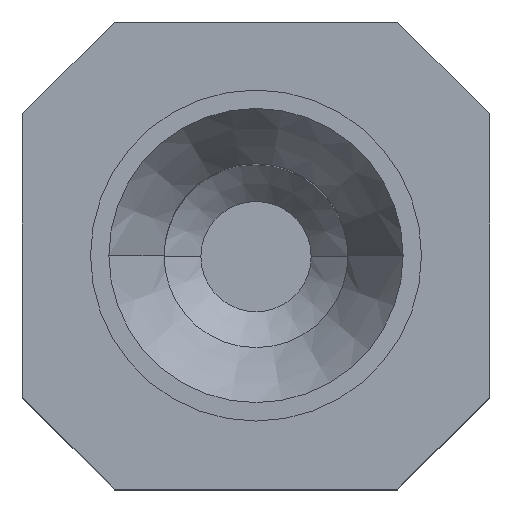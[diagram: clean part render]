
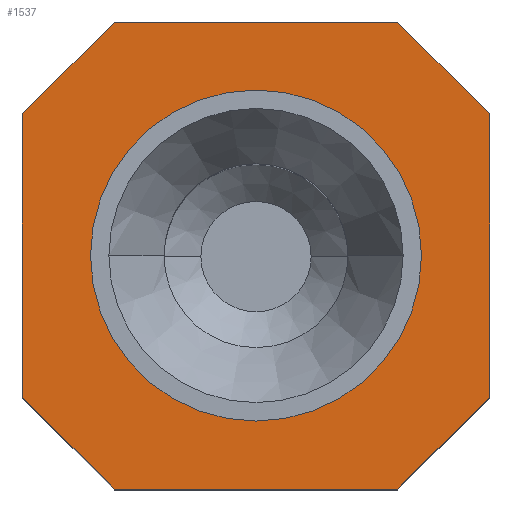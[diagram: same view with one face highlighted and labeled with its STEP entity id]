
A CAD part, top view. The second image highlights one B-rep face of the part: STEP entity #1537.
In plain terms, the highlighted planar face has unit normal (0, 0, 1).
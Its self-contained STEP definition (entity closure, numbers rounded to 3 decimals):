
#53 = CARTESIAN_POINT ( 'NONE',  ( -1.27, 1.27, 0. ) ) ;
#55 = DIRECTION ( 'NONE',  ( -0.707, -0.707, 0. ) ) ;
#56 = CARTESIAN_POINT ( 'NONE',  ( 1.02, -1.02, 0. ) ) ;
#65 = DIRECTION ( 'NONE',  ( 1., 0., 0. ) ) ;
#70 = CARTESIAN_POINT ( 'NONE',  ( 1.27, 0.77, 0. ) ) ;
#71 = DIRECTION ( 'NONE',  ( -1., 0., 0. ) ) ;
#73 = DIRECTION ( 'NONE',  ( 0., 0., -1. ) ) ;
#74 = CARTESIAN_POINT ( 'NONE',  ( 0., 0., 0. ) ) ;
#76 = DIRECTION ( 'NONE',  ( -0.707, 0.707, 0. ) ) ;
#78 = CARTESIAN_POINT ( 'NONE',  ( 0., -1.27, 0. ) ) ;
#80 = DIRECTION ( 'NONE',  ( 1., 0., 0. ) ) ;
#109 = AXIS2_PLACEMENT_3D ( 'NONE', #700, #699, #682 ) ;
#111 = EDGE_CURVE ( 'NONE', #1061, #1221, #358, .T. ) ;
#318 = VECTOR ( 'NONE', #646, 1000. ) ;
#321 = LINE ( 'NONE', #655, #318 ) ;
#358 = CIRCLE ( 'NONE', #109, 0.9 ) ;
#646 = DIRECTION ( 'NONE',  ( 0., -1., 0. ) ) ;
#655 = CARTESIAN_POINT ( 'NONE',  ( 1.27, 1.27, 0. ) ) ;
#682 = DIRECTION ( 'NONE',  ( -1., 0., 0. ) ) ;
#699 = DIRECTION ( 'NONE',  ( 0., 0., -1. ) ) ;
#700 = CARTESIAN_POINT ( 'NONE',  ( 0., 0., 0. ) ) ;
#719 = EDGE_CURVE ( 'NONE', #1129, #1073, #321, .T. ) ;
#811 = CARTESIAN_POINT ( 'NONE',  ( -0.9, 0., 0. ) ) ;
#820 = CARTESIAN_POINT ( 'NONE',  ( 1.27, 0.77, 0. ) ) ;
#822 = CARTESIAN_POINT ( 'NONE',  ( 0.77, -1.27, 0. ) ) ;
#827 = CARTESIAN_POINT ( 'NONE',  ( -0.77, 1.27, 0. ) ) ;
#830 = CARTESIAN_POINT ( 'NONE',  ( -0.77, -1.27, 0. ) ) ;
#838 = CARTESIAN_POINT ( 'NONE',  ( 1.27, -0.77, 0. ) ) ;
#845 = CARTESIAN_POINT ( 'NONE',  ( -1.27, 0.77, 0. ) ) ;
#848 = CARTESIAN_POINT ( 'NONE',  ( -1.27, -0.77, 0. ) ) ;
#853 = CARTESIAN_POINT ( 'NONE',  ( 0.9, 0., 0. ) ) ;
#858 = CARTESIAN_POINT ( 'NONE',  ( 0.77, 1.27, 0. ) ) ;
#1061 = VERTEX_POINT ( 'NONE', #853 ) ;
#1062 = VERTEX_POINT ( 'NONE', #848 ) ;
#1065 = VERTEX_POINT ( 'NONE', #858 ) ;
#1066 = VERTEX_POINT ( 'NONE', #845 ) ;
#1073 = VERTEX_POINT ( 'NONE', #838 ) ;
#1088 = VERTEX_POINT ( 'NONE', #827 ) ;
#1094 = VERTEX_POINT ( 'NONE', #830 ) ;
#1095 = EDGE_LOOP ( 'NONE', ( #1244, #1202, #1186, #1208, #1188, #1255, #1190, #1207 ) ) ;
#1105 = VERTEX_POINT ( 'NONE', #822 ) ;
#1118 = EDGE_LOOP ( 'NONE', ( #1194, #1225 ) ) ;
#1129 = VERTEX_POINT ( 'NONE', #820 ) ;
#1186 = ORIENTED_EDGE ( 'NONE', *, *, #1582, .T. ) ;
#1188 = ORIENTED_EDGE ( 'NONE', *, *, #1568, .F. ) ;
#1190 = ORIENTED_EDGE ( 'NONE', *, *, #1570, .F. ) ;
#1194 = ORIENTED_EDGE ( 'NONE', *, *, #1578, .T. ) ;
#1202 = ORIENTED_EDGE ( 'NONE', *, *, #719, .F. ) ;
#1207 = ORIENTED_EDGE ( 'NONE', *, *, #1579, .T. ) ;
#1208 = ORIENTED_EDGE ( 'NONE', *, *, #1576, .F. ) ;
#1221 = VERTEX_POINT ( 'NONE', #811 ) ;
#1225 = ORIENTED_EDGE ( 'NONE', *, *, #111, .T. ) ;
#1244 = ORIENTED_EDGE ( 'NONE', *, *, #1585, .F. ) ;
#1255 = ORIENTED_EDGE ( 'NONE', *, *, #1565, .F. ) ;
#1318 = PLANE ( 'NONE',  #1601 ) ;
#1319 = DIRECTION ( 'NONE',  ( 1., 0., 0. ) ) ;
#1320 = DIRECTION ( 'NONE',  ( 0., 0., 1. ) ) ;
#1321 = CARTESIAN_POINT ( 'NONE',  ( 0., 0., 0. ) ) ;
#1328 = DIRECTION ( 'NONE',  ( -0.707, 0.707, 0. ) ) ;
#1339 = DIRECTION ( 'NONE',  ( 0.707, 0.707, 0. ) ) ;
#1345 = CARTESIAN_POINT ( 'NONE',  ( -1.02, -1.02, 0. ) ) ;
#1353 = CARTESIAN_POINT ( 'NONE',  ( -1.27, -1.27, 0. ) ) ;
#1355 = CARTESIAN_POINT ( 'NONE',  ( -1.02, 1.02, 0. ) ) ;
#1356 = DIRECTION ( 'NONE',  ( 0., 1., 0. ) ) ;
#1400 = FACE_OUTER_BOUND ( 'NONE', #1095, .T. ) ;
#1404 = FACE_BOUND ( 'NONE', #1118, .T. ) ;
#1429 = LINE ( 'NONE', #1353, #1433 ) ;
#1433 = VECTOR ( 'NONE', #1356, 1000. ) ;
#1434 = LINE ( 'NONE', #1355, #1439 ) ;
#1436 = LINE ( 'NONE', #1345, #1443 ) ;
#1439 = VECTOR ( 'NONE', #1339, 1000. ) ;
#1443 = VECTOR ( 'NONE', #1328, 1000. ) ;
#1448 = CIRCLE ( 'NONE', #1627, 0.9 ) ;
#1451 = LINE ( 'NONE', #53, #1454 ) ;
#1454 = VECTOR ( 'NONE', #65, 1000. ) ;
#1457 = LINE ( 'NONE', #78, #1459 ) ;
#1459 = VECTOR ( 'NONE', #80, 1000. ) ;
#1462 = LINE ( 'NONE', #70, #1464 ) ;
#1464 = VECTOR ( 'NONE', #76, 1000. ) ;
#1467 = LINE ( 'NONE', #56, #1470 ) ;
#1470 = VECTOR ( 'NONE', #55, 1000. ) ;
#1537 = ADVANCED_FACE ( 'NONE', ( #1400, #1404 ), #1318, .T. ) ;
#1565 = EDGE_CURVE ( 'NONE', #1062, #1066, #1429, .T. ) ;
#1568 = EDGE_CURVE ( 'NONE', #1066, #1088, #1434, .T. ) ;
#1570 = EDGE_CURVE ( 'NONE', #1094, #1062, #1436, .T. ) ;
#1576 = EDGE_CURVE ( 'NONE', #1088, #1065, #1451, .T. ) ;
#1578 = EDGE_CURVE ( 'NONE', #1221, #1061, #1448, .T. ) ;
#1579 = EDGE_CURVE ( 'NONE', #1094, #1105, #1457, .T. ) ;
#1582 = EDGE_CURVE ( 'NONE', #1129, #1065, #1462, .T. ) ;
#1585 = EDGE_CURVE ( 'NONE', #1073, #1105, #1467, .T. ) ;
#1601 = AXIS2_PLACEMENT_3D ( 'NONE', #1321, #1320, #1319 ) ;
#1627 = AXIS2_PLACEMENT_3D ( 'NONE', #74, #73, #71 ) ;
